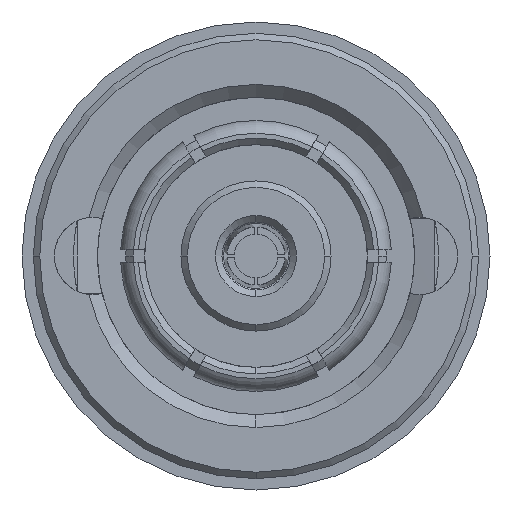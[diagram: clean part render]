
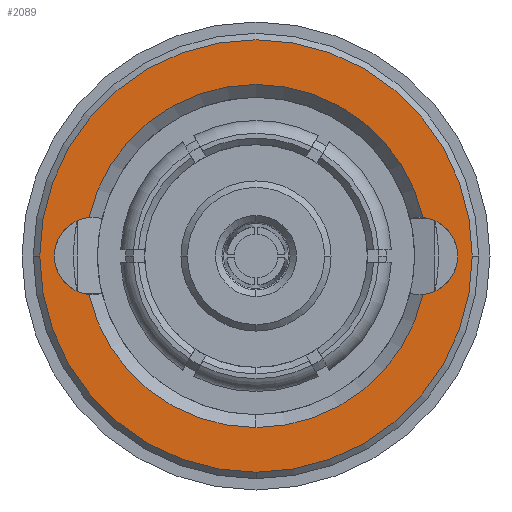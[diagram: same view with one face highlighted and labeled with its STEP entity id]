
A CAD part, left-side view. The second image highlights one B-rep face of the part: STEP entity #2089.
In plain terms, the highlighted planar face has unit normal (-1, 0, 0).
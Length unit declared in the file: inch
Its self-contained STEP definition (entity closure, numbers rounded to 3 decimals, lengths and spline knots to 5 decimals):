
#270 = DIRECTION ( 'NONE',  ( 1., 0., 0. ) ) ;
#353 = AXIS2_PLACEMENT_3D ( 'NONE', #5230, #270, #5410 ) ;
#595 = PLANE ( 'NONE',  #1845 ) ;
#646 = DIRECTION ( 'NONE',  ( -1., 0., 0. ) ) ;
#682 = DIRECTION ( 'NONE',  ( -1., 0., 0. ) ) ;
#1275 = AXIS2_PLACEMENT_3D ( 'NONE', #7174, #7135, #3323 ) ;
#1304 = CARTESIAN_POINT ( 'NONE',  ( 0., 0., -0.26378 ) ) ;
#1523 = AXIS2_PLACEMENT_3D ( 'NONE', #5293, #4199, #5900 ) ;
#1618 = DIRECTION ( 'NONE',  ( 0., 0.974, -0.224 ) ) ;
#1619 = DIRECTION ( 'NONE',  ( 0., -1., 0. ) ) ;
#1671 = ORIENTED_EDGE ( 'NONE', *, *, #3221, .T. ) ;
#1779 = CARTESIAN_POINT ( 'NONE',  ( 0., -0.20391, -0.04697 ) ) ;
#1842 = ORIENTED_EDGE ( 'NONE', *, *, #2781, .T. ) ;
#1845 = AXIS2_PLACEMENT_3D ( 'NONE', #2802, #5632, #2374 ) ;
#2089 = ADVANCED_FACE ( 'NONE', ( #6206, #5558 ), #595, .F. ) ;
#2098 = CIRCLE ( 'NONE', #1523, 0.20925 ) ;
#2151 = VERTEX_POINT ( 'NONE', #1304 ) ;
#2239 = AXIS2_PLACEMENT_3D ( 'NONE', #7175, #682, #2243 ) ;
#2243 = DIRECTION ( 'NONE',  ( 0., 1., 0. ) ) ;
#2304 = ORIENTED_EDGE ( 'NONE', *, *, #6241, .F. ) ;
#2374 = DIRECTION ( 'NONE',  ( 0., 1., 0. ) ) ;
#2438 = AXIS2_PLACEMENT_3D ( 'NONE', #5027, #5576, #1618 ) ;
#2468 = CARTESIAN_POINT ( 'NONE',  ( 0., -0.26378, 0. ) ) ;
#2552 = ORIENTED_EDGE ( 'NONE', *, *, #3266, .T. ) ;
#2555 = CIRCLE ( 'NONE', #1275, 0.20925 ) ;
#2685 = ORIENTED_EDGE ( 'NONE', *, *, #5780, .F. ) ;
#2771 = CIRCLE ( 'NONE', #6119, 0.26378 ) ;
#2781 = EDGE_CURVE ( 'NONE', #5528, #5574, #3826, .T. ) ;
#2802 = CARTESIAN_POINT ( 'NONE',  ( 0., 0., 0. ) ) ;
#2971 = AXIS2_PLACEMENT_3D ( 'NONE', #3164, #6973, #3709 ) ;
#3164 = CARTESIAN_POINT ( 'NONE',  ( 0., 0.19882, 0. ) ) ;
#3221 = EDGE_CURVE ( 'NONE', #5199, #2151, #4673, .T. ) ;
#3266 = EDGE_CURVE ( 'NONE', #5600, #5199, #3280, .T. ) ;
#3280 = CIRCLE ( 'NONE', #6514, 0.26378 ) ;
#3323 = DIRECTION ( 'NONE',  ( 0., -0.974, 0.224 ) ) ;
#3470 = ORIENTED_EDGE ( 'NONE', *, *, #4717, .T. ) ;
#3709 = DIRECTION ( 'NONE',  ( 0., 0.108, -0.994 ) ) ;
#3726 = VERTEX_POINT ( 'NONE', #6582 ) ;
#3826 = CIRCLE ( 'NONE', #353, 0.04724 ) ;
#3922 = CARTESIAN_POINT ( 'NONE',  ( 0., -0.20391, 0.04697 ) ) ;
#4199 = DIRECTION ( 'NONE',  ( -1., 0., 0. ) ) ;
#4342 = CARTESIAN_POINT ( 'NONE',  ( 0., 0., 0. ) ) ;
#4413 = DIRECTION ( 'NONE',  ( 0., 1., 0. ) ) ;
#4651 = CARTESIAN_POINT ( 'NONE',  ( 0., 0.26378, 0. ) ) ;
#4673 = CIRCLE ( 'NONE', #2239, 0.26378 ) ;
#4717 = EDGE_CURVE ( 'NONE', #2151, #5600, #2771, .T. ) ;
#4956 = CARTESIAN_POINT ( 'NONE',  ( 0., 0., 0. ) ) ;
#5027 = CARTESIAN_POINT ( 'NONE',  ( 0., 0., 0. ) ) ;
#5199 = VERTEX_POINT ( 'NONE', #4651 ) ;
#5230 = CARTESIAN_POINT ( 'NONE',  ( 0., -0.19882, 0. ) ) ;
#5293 = CARTESIAN_POINT ( 'NONE',  ( 0., 0., 0. ) ) ;
#5338 = ORIENTED_EDGE ( 'NONE', *, *, #5717, .F. ) ;
#5410 = DIRECTION ( 'NONE',  ( 0., -0.108, 0.994 ) ) ;
#5441 = EDGE_LOOP ( 'NONE', ( #6808, #2685, #1842, #5338, #2304 ) ) ;
#5505 = DIRECTION ( 'NONE',  ( -1., 0., 0. ) ) ;
#5528 = VERTEX_POINT ( 'NONE', #3922 ) ;
#5558 = FACE_OUTER_BOUND ( 'NONE', #6434, .T. ) ;
#5574 = VERTEX_POINT ( 'NONE', #1779 ) ;
#5576 = DIRECTION ( 'NONE',  ( -1., 0., 0. ) ) ;
#5600 = VERTEX_POINT ( 'NONE', #2468 ) ;
#5632 = DIRECTION ( 'NONE',  ( 1., 0., 0. ) ) ;
#5681 = CIRCLE ( 'NONE', #2438, 0.20925 ) ;
#5707 = VERTEX_POINT ( 'NONE', #6590 ) ;
#5717 = EDGE_CURVE ( 'NONE', #7055, #5574, #5681, .T. ) ;
#5780 = EDGE_CURVE ( 'NONE', #5528, #3726, #2555, .T. ) ;
#5900 = DIRECTION ( 'NONE',  ( 0., 0.974, -0.224 ) ) ;
#6052 = CARTESIAN_POINT ( 'NONE',  ( 0., 0., -0.20925 ) ) ;
#6081 = CIRCLE ( 'NONE', #2971, 0.04724 ) ;
#6119 = AXIS2_PLACEMENT_3D ( 'NONE', #4342, #5505, #4413 ) ;
#6206 = FACE_BOUND ( 'NONE', #5441, .T. ) ;
#6241 = EDGE_CURVE ( 'NONE', #5707, #7055, #2098, .T. ) ;
#6434 = EDGE_LOOP ( 'NONE', ( #2552, #1671, #3470 ) ) ;
#6514 = AXIS2_PLACEMENT_3D ( 'NONE', #4956, #646, #1619 ) ;
#6582 = CARTESIAN_POINT ( 'NONE',  ( 0., 0.20391, 0.04697 ) ) ;
#6590 = CARTESIAN_POINT ( 'NONE',  ( 0., 0.20391, -0.04697 ) ) ;
#6808 = ORIENTED_EDGE ( 'NONE', *, *, #7020, .T. ) ;
#6973 = DIRECTION ( 'NONE',  ( 1., 0., 0. ) ) ;
#7020 = EDGE_CURVE ( 'NONE', #5707, #3726, #6081, .T. ) ;
#7055 = VERTEX_POINT ( 'NONE', #6052 ) ;
#7135 = DIRECTION ( 'NONE',  ( -1., 0., 0. ) ) ;
#7174 = CARTESIAN_POINT ( 'NONE',  ( 0., 0., 0. ) ) ;
#7175 = CARTESIAN_POINT ( 'NONE',  ( 0., 0., 0. ) ) ;
